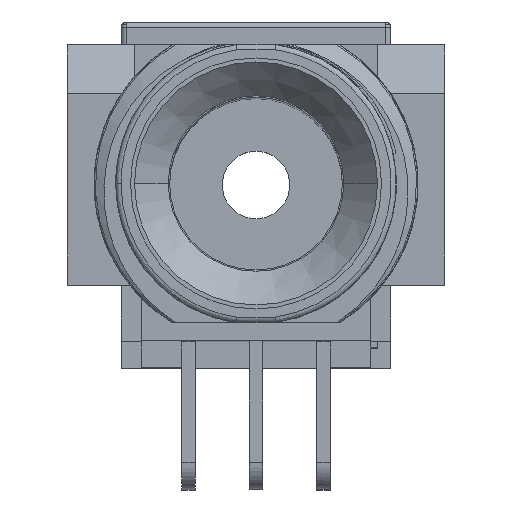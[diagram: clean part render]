
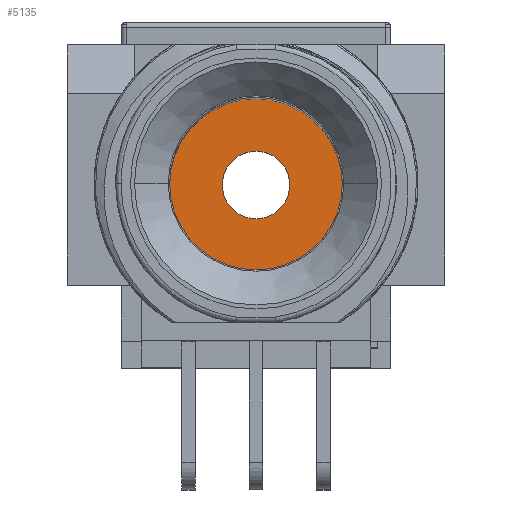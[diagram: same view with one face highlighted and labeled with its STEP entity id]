
A CAD part, top view. The second image highlights one B-rep face of the part: STEP entity #5135.
In plain terms, the highlighted planar face has unit normal (0, 0, 1).
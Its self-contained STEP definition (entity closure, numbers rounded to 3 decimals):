
#788 = DIRECTION ( 'NONE',  ( 0., 0., 1. ) ) ;
#1210 = FACE_BOUND ( 'NONE', #3422, .T. ) ;
#1267 = VERTEX_POINT ( 'NONE', #9163 ) ;
#2026 = EDGE_CURVE ( 'NONE', #12492, #9029, #13941, .T. ) ;
#2195 = EDGE_CURVE ( 'NONE', #9029, #12492, #2850, .T. ) ;
#2850 = CIRCLE ( 'NONE', #5812, 3.2 ) ;
#3422 = EDGE_LOOP ( 'NONE', ( #7584, #9277 ) ) ;
#3667 = DIRECTION ( 'NONE',  ( 0., 0., 1. ) ) ;
#3767 = FACE_OUTER_BOUND ( 'NONE', #8036, .T. ) ;
#3822 = DIRECTION ( 'NONE',  ( 0., 0., -1. ) ) ;
#4124 = CARTESIAN_POINT ( 'NONE',  ( -3.006, 5.01, -27. ) ) ;
#5135 = ADVANCED_FACE ( 'NONE', ( #3767, #1210 ), #5786, .T. ) ;
#5211 = DIRECTION ( 'NONE',  ( 1., 0., 0. ) ) ;
#5352 = ORIENTED_EDGE ( 'NONE', *, *, #2026, .T. ) ;
#5786 = PLANE ( 'NONE',  #12041 ) ;
#5812 = AXIS2_PLACEMENT_3D ( 'NONE', #7638, #12824, #6274 ) ;
#6274 = DIRECTION ( 'NONE',  ( -1., 0., 0. ) ) ;
#7292 = CARTESIAN_POINT ( 'NONE',  ( -3.006, 5.01, -27. ) ) ;
#7584 = ORIENTED_EDGE ( 'NONE', *, *, #13368, .T. ) ;
#7638 = CARTESIAN_POINT ( 'NONE',  ( -3.006, 5.01, -27. ) ) ;
#8036 = EDGE_LOOP ( 'NONE', ( #13884, #5352 ) ) ;
#8039 = AXIS2_PLACEMENT_3D ( 'NONE', #4124, #11717, #5211 ) ;
#8080 = CIRCLE ( 'NONE', #8039, 1.25 ) ;
#8368 = DIRECTION ( 'NONE',  ( -1., 0., 0. ) ) ;
#8697 = AXIS2_PLACEMENT_3D ( 'NONE', #10342, #3822, #11420 ) ;
#9029 = VERTEX_POINT ( 'NONE', #10866 ) ;
#9163 = CARTESIAN_POINT ( 'NONE',  ( -4.256, 5.01, -27. ) ) ;
#9277 = ORIENTED_EDGE ( 'NONE', *, *, #14055, .T. ) ;
#9931 = CIRCLE ( 'NONE', #8697, 1.25 ) ;
#10182 = CARTESIAN_POINT ( 'NONE',  ( -3.006, 5.01, -27. ) ) ;
#10342 = CARTESIAN_POINT ( 'NONE',  ( -3.006, 5.01, -27. ) ) ;
#10866 = CARTESIAN_POINT ( 'NONE',  ( -6.206, 5.01, -27. ) ) ;
#11194 = AXIS2_PLACEMENT_3D ( 'NONE', #7292, #788, #8368 ) ;
#11261 = DIRECTION ( 'NONE',  ( 1., 0., 0. ) ) ;
#11420 = DIRECTION ( 'NONE',  ( 1., 0., 0. ) ) ;
#11717 = DIRECTION ( 'NONE',  ( 0., 0., -1. ) ) ;
#12041 = AXIS2_PLACEMENT_3D ( 'NONE', #10182, #3667, #11261 ) ;
#12492 = VERTEX_POINT ( 'NONE', #12940 ) ;
#12824 = DIRECTION ( 'NONE',  ( 0., 0., 1. ) ) ;
#12884 = VERTEX_POINT ( 'NONE', #13450 ) ;
#12940 = CARTESIAN_POINT ( 'NONE',  ( 0.194, 5.01, -27. ) ) ;
#13368 = EDGE_CURVE ( 'NONE', #12884, #1267, #8080, .T. ) ;
#13450 = CARTESIAN_POINT ( 'NONE',  ( -1.756, 5.01, -27. ) ) ;
#13884 = ORIENTED_EDGE ( 'NONE', *, *, #2195, .T. ) ;
#13941 = CIRCLE ( 'NONE', #11194, 3.2 ) ;
#14055 = EDGE_CURVE ( 'NONE', #1267, #12884, #9931, .T. ) ;
